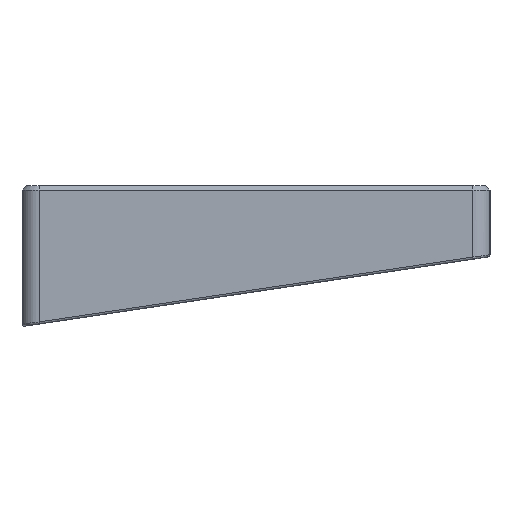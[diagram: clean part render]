
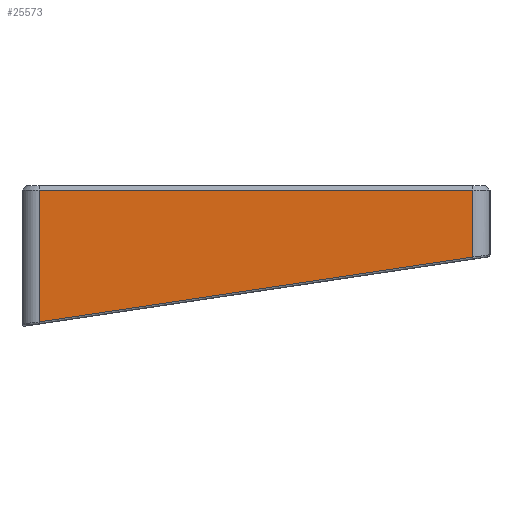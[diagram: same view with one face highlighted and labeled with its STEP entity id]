
A CAD part, left-side view. The second image highlights one B-rep face of the part: STEP entity #25573.
In plain terms, the highlighted planar face has unit normal (-1, 0, 0).
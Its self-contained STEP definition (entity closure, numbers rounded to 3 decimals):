
#753=LINE('',#37924,#3264);
#754=LINE('',#37927,#3265);
#755=LINE('',#37931,#3266);
#756=LINE('',#37932,#3267);
#3264=VECTOR('',#30009,10.);
#3265=VECTOR('',#30012,10.);
#3266=VECTOR('',#30017,10.);
#3267=VECTOR('',#30018,10.);
#6309=FACE_OUTER_BOUND('',#7724,.T.);
#7724=EDGE_LOOP('',(#17435,#17436,#17437,#17438));
#10686=VERTEX_POINT('',#37815);
#10691=VERTEX_POINT('',#37920);
#10692=VERTEX_POINT('',#37926);
#10693=VERTEX_POINT('',#37930);
#13338=EDGE_CURVE('',#10686,#10691,#753,.T.);
#13339=EDGE_CURVE('',#10691,#10692,#754,.T.);
#13341=EDGE_CURVE('',#10693,#10686,#755,.T.);
#13342=EDGE_CURVE('',#10692,#10693,#756,.T.);
#17435=ORIENTED_EDGE('',*,*,#13338,.F.);
#17436=ORIENTED_EDGE('',*,*,#13341,.F.);
#17437=ORIENTED_EDGE('',*,*,#13342,.F.);
#17438=ORIENTED_EDGE('',*,*,#13339,.F.);
#24862=PLANE('',#27090);
#25573=ADVANCED_FACE('',(#6309),#24862,.T.);
#27090=AXIS2_PLACEMENT_3D('',#37929,#30015,#30016);
#30009=DIRECTION('',(0.,0.989,-0.148));
#30012=DIRECTION('',(0.,0.,1.));
#30015=DIRECTION('center_axis',(-1.,0.,0.));
#30016=DIRECTION('ref_axis',(0.,0.,1.));
#30017=DIRECTION('',(0.,0.,-1.));
#30018=DIRECTION('',(0.,-1.,0.));
#37815=CARTESIAN_POINT('',(-4.475,-96.73,-22.37));
#37920=CARTESIAN_POINT('',(-4.475,4.47,-37.494));
#37924=CARTESIAN_POINT('',(-4.475,60.569,-45.878));
#37926=CARTESIAN_POINT('',(-4.475,4.47,-6.73));
#37927=CARTESIAN_POINT('',(-4.475,4.47,-13.23));
#37929=CARTESIAN_POINT('Origin',(-4.475,7.97,-13.23));
#37930=CARTESIAN_POINT('',(-4.475,-96.73,-6.73));
#37931=CARTESIAN_POINT('',(-4.475,-96.73,-13.23));
#37932=CARTESIAN_POINT('',(-4.475,-19.08,-6.73));
